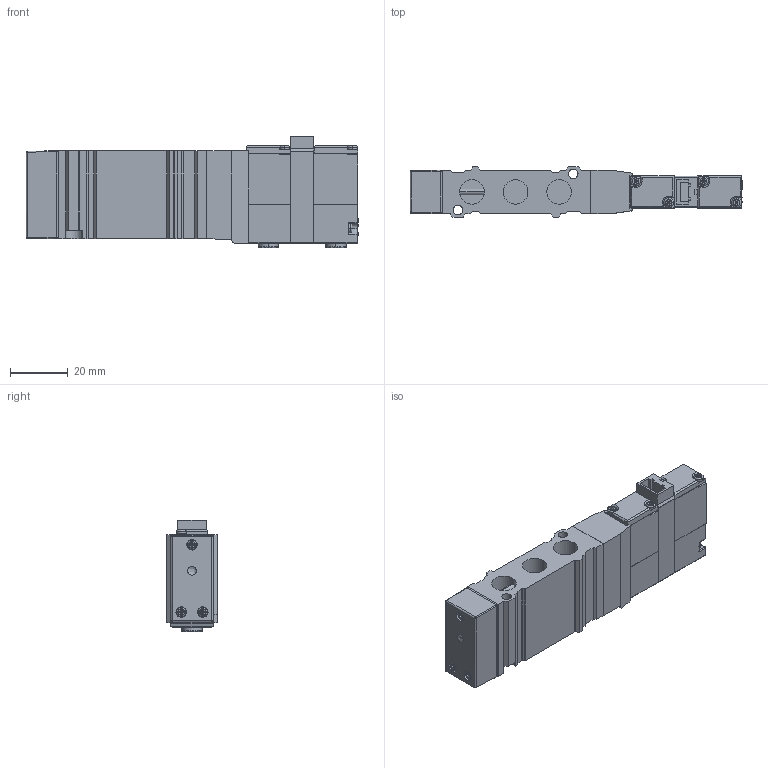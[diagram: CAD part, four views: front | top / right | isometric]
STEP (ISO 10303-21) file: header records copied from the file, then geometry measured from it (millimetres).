
FILE_DESCRIPTION (( 'STEP AP203' ), '1' );
FILE_NAME ('SVM5422H.STEP', '2022-08-02T11:51:44', ( '' ), ( '' ), 'SwSTEP 2.0', 'SolidWorks 2022', '' );
FILE_SCHEMA (( 'CONFIG_CONTROL_DESIGN' ));
Length unit declared in the file: millimetre
Products named in the file (1): SVM5422H
Bounding box: 115.1 x 17.6 x 38.5 mm (x, y, z)
Volume: 47216.1 mm3; surface area: 22296.4 mm2
Topology: 21 solids, 21 shells, 1171 faces, 3118 edges, 2021 vertices
Faces by surface type: plane 578, cylinder 456, bspline 71, cone 66
Entity records: 44298 total; most frequent: CARTESIAN_POINT 15524, ORIENTED_EDGE 6176, DIRECTION 5652, EDGE_CURVE 3088, VERTEX_POINT 2021, VECTOR 1950, LINE 1950, AXIS2_PLACEMENT_3D 1851
